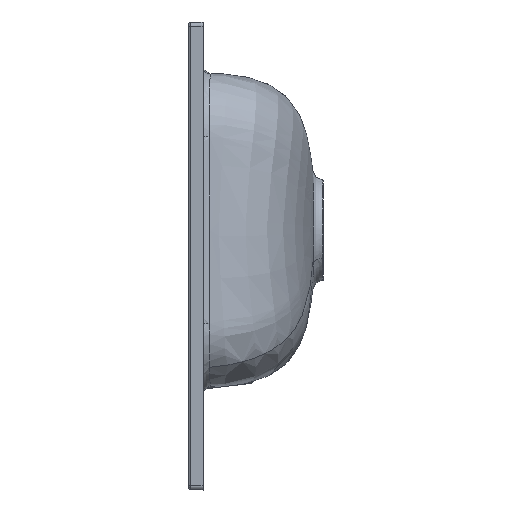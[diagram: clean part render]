
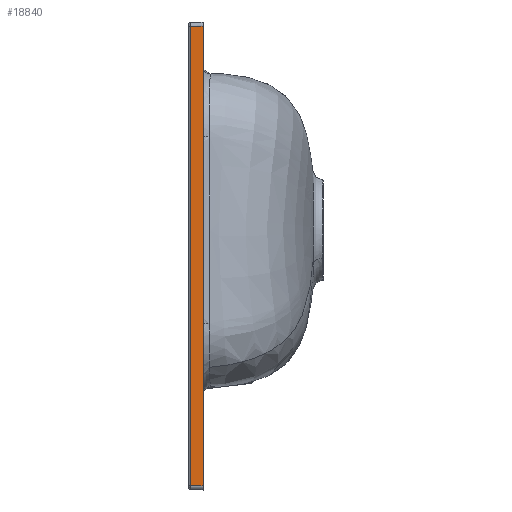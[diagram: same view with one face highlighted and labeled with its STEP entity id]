
A CAD part, left-side view. The second image highlights one B-rep face of the part: STEP entity #18840.
In plain terms, the highlighted planar face has unit normal (-0.999, 0.035, 0).
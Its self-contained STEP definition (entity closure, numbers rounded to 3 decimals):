
#1778 = VECTOR ( 'NONE', #23098, 1000. ) ;
#2244 = CARTESIAN_POINT ( 'NONE',  ( -550.489, -14., -221.246 ) ) ;
#3186 = EDGE_CURVE ( 'NONE', #15279, #4245, #30169, .T. ) ;
#3584 = ORIENTED_EDGE ( 'NONE', *, *, #16578, .T. ) ;
#3832 = DIRECTION ( 'NONE',  ( -0.035, -0.999, -0.017 ) ) ;
#4245 = VERTEX_POINT ( 'NONE', #23416 ) ;
#4500 = EDGE_CURVE ( 'NONE', #4245, #31169, #13000, .T. ) ;
#5539 = CARTESIAN_POINT ( 'NONE',  ( -550.067, -1.93, -221.036 ) ) ;
#5719 = VECTOR ( 'NONE', #3832, 1000. ) ;
#5802 = ORIENTED_EDGE ( 'NONE', *, *, #4500, .T. ) ;
#8008 = PLANE ( 'NONE',  #22962 ) ;
#8266 = DIRECTION ( 'NONE',  ( -0.999, 0.035, 0. ) ) ;
#9507 = ORIENTED_EDGE ( 'NONE', *, *, #23276, .T. ) ;
#11602 = CARTESIAN_POINT ( 'NONE',  ( -550., 0., 225. ) ) ;
#12614 = VECTOR ( 'NONE', #30757, 1000. ) ;
#13000 = LINE ( 'NONE', #25931, #20755 ) ;
#13517 = VERTEX_POINT ( 'NONE', #5539 ) ;
#14594 = ORIENTED_EDGE ( 'NONE', *, *, #3186, .T. ) ;
#15081 = LINE ( 'NONE', #20481, #1778 ) ;
#15279 = VERTEX_POINT ( 'NONE', #2244 ) ;
#15685 = DIRECTION ( 'NONE',  ( 0.035, 0.999, -0.035 ) ) ;
#16017 = CARTESIAN_POINT ( 'NONE',  ( -550.489, -14., 225. ) ) ;
#16578 = EDGE_CURVE ( 'NONE', #13517, #15279, #18994, .T. ) ;
#17796 = DIRECTION ( 'NONE',  ( -0.035, -0.999, 0. ) ) ;
#18840 = ADVANCED_FACE ( 'NONE', ( #25247 ), #8008, .T. ) ;
#18994 = LINE ( 'NONE', #28717, #5719 ) ;
#20481 = CARTESIAN_POINT ( 'NONE',  ( -550.067, -1.93, -221.002 ) ) ;
#20755 = VECTOR ( 'NONE', #15685, 1000. ) ;
#22962 = AXIS2_PLACEMENT_3D ( 'NONE', #11602, #8266, #17796 ) ;
#23098 = DIRECTION ( 'NONE',  ( 0., 0., -1. ) ) ;
#23276 = EDGE_CURVE ( 'NONE', #31169, #13517, #15081, .T. ) ;
#23416 = CARTESIAN_POINT ( 'NONE',  ( -550.489, -14., 221.491 ) ) ;
#25247 = FACE_OUTER_BOUND ( 'NONE', #30570, .T. ) ;
#25931 = CARTESIAN_POINT ( 'NONE',  ( -550.005, -0.139, 221.007 ) ) ;
#28717 = CARTESIAN_POINT ( 'NONE',  ( -549.729, 7.773, -220.866 ) ) ;
#30169 = LINE ( 'NONE', #16017, #12614 ) ;
#30448 = CARTESIAN_POINT ( 'NONE',  ( -550.067, -1.93, 221.07 ) ) ;
#30570 = EDGE_LOOP ( 'NONE', ( #3584, #14594, #5802, #9507 ) ) ;
#30757 = DIRECTION ( 'NONE',  ( 0., 0., 1. ) ) ;
#31169 = VERTEX_POINT ( 'NONE', #30448 ) ;
